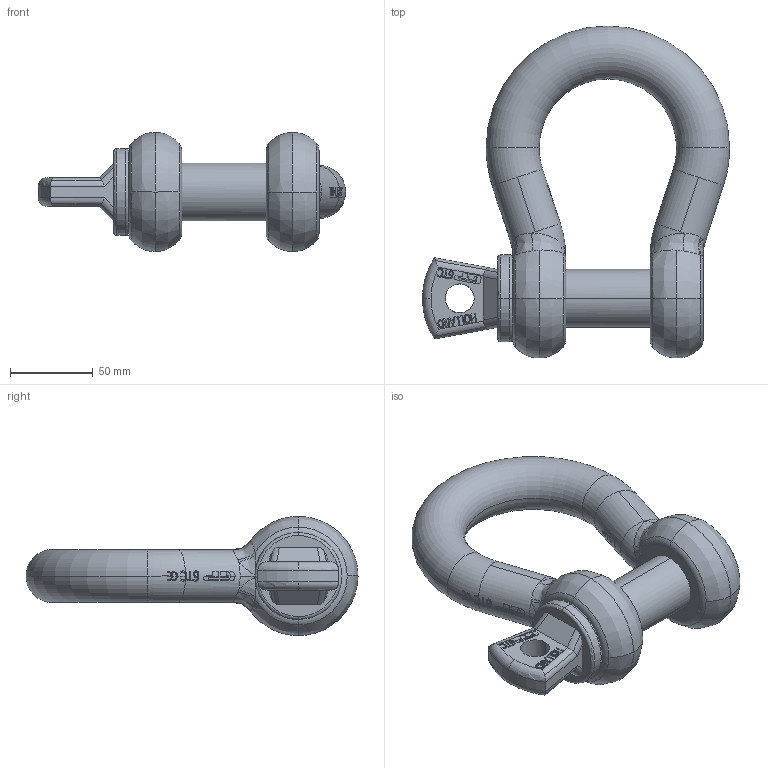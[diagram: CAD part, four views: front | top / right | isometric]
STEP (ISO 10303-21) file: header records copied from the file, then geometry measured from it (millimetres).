
FILE_DESCRIPTION(('.'),'2;1');
FILE_NAME('GPGHBB32.stp','2012-01-15T12:27:35+00:00',('.'),('.'),'','STEP AP214','.');
FILE_SCHEMA(('AUTOMOTIVE_DESIGN { 1 0 10303 214 1 1 1 1 }'));
Length unit declared in the file: millimetre
Products named in the file (3): GPGHBB32; 12; 12_1
Assembly tree (2 placements, depth 2):
  GPGHBB32
    12
    12_1
Bounding box: 185.5 x 200.5 x 72 mm (x, y, z)
Volume: 562286.2 mm3; surface area: 83556.8 mm2
Topology: 2 solids, 2 shells, 688 faces, 2072 edges, 1422 vertices
Faces by surface type: plane 306, bspline 207, cylinder 123, torus 49, cone 3
Entity records: 28575 total; most frequent: CARTESIAN_POINT 12149, ORIENTED_EDGE 4128, EDGE_CURVE 2064, DIRECTION 1755, VERTEX_POINT 1422, B_SPLINE_CURVE_WITH_KNOTS 1194, EDGE_LOOP 736, VECTOR 725
